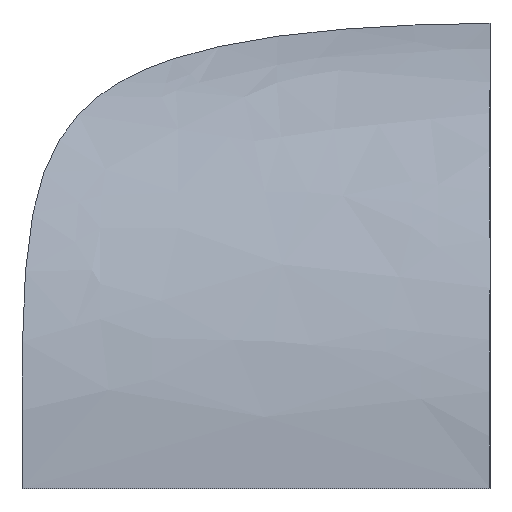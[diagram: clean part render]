
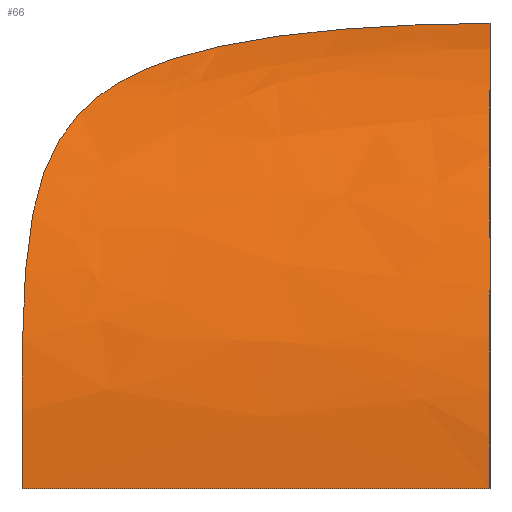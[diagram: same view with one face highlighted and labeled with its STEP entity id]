
A CAD part, front view. The second image highlights one B-rep face of the part: STEP entity #66.
In plain terms, the highlighted free-form (B-spline) face has degree [5, 3] with [8, 4] control points.
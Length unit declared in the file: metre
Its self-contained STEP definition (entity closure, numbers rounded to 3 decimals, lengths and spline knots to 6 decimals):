
#23=B_SPLINE_SURFACE_WITH_KNOTS('',5,3,((#193,#194,#195,#196),(#197,#198,
#199,#200),(#201,#202,#203,#204),(#205,#206,#207,#208),(#209,#210,#211,
#212),(#213,#214,#215,#216),(#217,#218,#219,#220),(#221,#222,#223,#224)),
 .SURF_OF_LINEAR_EXTRUSION.,.F.,.F.,.F.,(6,2,6),(4,4),(0.01421,
0.5,0.753862),(-0.00914,0.009249),
 .UNSPECIFIED.);
#24=B_SPLINE_CURVE_WITH_KNOTS('',3,(#109,#110,#111,#112,#113,#114,#115,
#116,#117,#118,#119,#120,#121,#122,#123,#124,#125,#126),.UNSPECIFIED.,.F.,
 .F.,(4,1,1,1,1,1,1,1,1,1,1,1,1,1,1,4),(0.,0.25,0.375,0.4375,0.5,0.625,
0.6875,0.75,0.8125,0.84375,0.859375,0.875,0.890625,0.90625,0.9375,1.),
 .UNSPECIFIED.);
#25=B_SPLINE_CURVE_WITH_KNOTS('',3,(#145,#146,#147,#148,#149,#150,#151,
#152,#153,#154,#155,#156,#157,#158,#159,#160,#161,#162,#163,#164,#165,#166,
#167,#168,#169,#170,#171,#172,#173,#174,#175,#176,#177,#178,#179,#180,#181,
#182,#183,#184,#185,#186,#187),.UNSPECIFIED.,.F.,.F.,(4,1,1,1,1,1,1,1,1,
1,1,1,1,1,1,1,1,1,1,1,1,1,1,1,1,1,1,1,1,1,1,1,1,1,1,1,1,1,1,1,4),(0.,0.03125,
0.046875,0.054688,0.0625,0.070313,0.078125,0.09375,0.125,0.15625,0.1875,
0.21875,0.25,0.28125,0.3125,0.375,0.40625,0.4375,0.46875,0.484375,0.492188,
0.5,0.507813,0.515625,0.53125,0.5625,0.625,0.65625,0.6875,0.71875,0.734375,
0.742188,0.75,0.757813,0.765625,0.78125,0.8125,0.84375,0.875,0.9375,1.),
 .UNSPECIFIED.);
#26=B_SPLINE_CURVE_WITH_KNOTS('',3,(#189,#190,#191,#192),.UNSPECIFIED.,
 .F.,.F.,(4,4),(0.,1.),.UNSPECIFIED.);
#36=ORIENTED_EDGE('',*,*,#40,.F.);
#37=ORIENTED_EDGE('',*,*,#43,.F.);
#38=ORIENTED_EDGE('',*,*,#44,.F.);
#40=EDGE_CURVE('',#45,#47,#24,.T.);
#43=EDGE_CURVE('',#48,#45,#25,.T.);
#44=EDGE_CURVE('',#47,#48,#26,.T.);
#45=VERTEX_POINT('',#107);
#47=VERTEX_POINT('',#127);
#48=VERTEX_POINT('',#144);
#56=EDGE_LOOP('',(#36,#37,#38));
#60=FACE_BOUND('',#56,.T.);
#66=ADVANCED_FACE('',(#60),#23,.T.);
#107=CARTESIAN_POINT('',(0.019462,-0.021026,0.018175));
#109=CARTESIAN_POINT('',(0.019462,-0.021026,0.018175));
#110=CARTESIAN_POINT('',(0.019462,-0.022975,0.017566));
#111=CARTESIAN_POINT('',(0.019462,-0.025582,0.016278));
#112=CARTESIAN_POINT('',(0.019462,-0.028154,0.013992));
#113=CARTESIAN_POINT('',(0.019462,-0.029406,0.0125));
#114=CARTESIAN_POINT('',(0.019462,-0.030545,0.010848));
#115=CARTESIAN_POINT('',(0.019462,-0.03142,0.009139));
#116=CARTESIAN_POINT('',(0.019462,-0.032106,0.007297));
#117=CARTESIAN_POINT('',(0.019462,-0.032523,0.005817));
#118=CARTESIAN_POINT('',(0.019462,-0.032758,0.00466));
#119=CARTESIAN_POINT('',(0.019462,-0.032884,0.0038));
#120=CARTESIAN_POINT('',(0.019462,-0.032942,0.003317));
#121=CARTESIAN_POINT('',(0.019462,-0.032982,0.002918));
#122=CARTESIAN_POINT('',(0.019462,-0.033005,0.002644));
#123=CARTESIAN_POINT('',(0.019462,-0.033036,0.002204));
#124=CARTESIAN_POINT('',(0.019462,-0.033076,0.001396));
#125=CARTESIAN_POINT('',(0.019462,-0.033091,0.000586));
#126=CARTESIAN_POINT('',(0.019462,-0.033092,0.));
#127=CARTESIAN_POINT('',(0.019462,-0.033092,0.));
#144=CARTESIAN_POINT('',(0.001183,-0.033092,0.));
#145=CARTESIAN_POINT('',(0.001183,-0.033092,0.));
#146=CARTESIAN_POINT('',(0.001183,-0.033091,0.000434));
#147=CARTESIAN_POINT('',(0.001183,-0.033084,0.001034));
#148=CARTESIAN_POINT('',(0.001183,-0.033064,0.001633));
#149=CARTESIAN_POINT('',(0.001183,-0.033049,0.001959));
#150=CARTESIAN_POINT('',(0.001183,-0.033039,0.002162));
#151=CARTESIAN_POINT('',(0.001183,-0.033019,0.002461));
#152=CARTESIAN_POINT('',(0.001183,-0.032991,0.002822));
#153=CARTESIAN_POINT('',(0.001184,-0.032929,0.003462));
#154=CARTESIAN_POINT('',(0.001187,-0.032816,0.004315));
#155=CARTESIAN_POINT('',(0.001197,-0.032607,0.005422));
#156=CARTESIAN_POINT('',(0.001217,-0.032345,0.006474));
#157=CARTESIAN_POINT('',(0.001254,-0.032021,0.007515));
#158=CARTESIAN_POINT('',(0.001313,-0.031651,0.008507));
#159=CARTESIAN_POINT('',(0.001414,-0.031185,0.009562));
#160=CARTESIAN_POINT('',(0.001602,-0.030516,0.010851));
#161=CARTESIAN_POINT('',(0.001898,-0.029749,0.012039));
#162=CARTESIAN_POINT('',(0.00234,-0.028907,0.013104));
#163=CARTESIAN_POINT('',(0.002756,-0.028245,0.013837));
#164=CARTESIAN_POINT('',(0.00318,-0.027671,0.014397));
#165=CARTESIAN_POINT('',(0.003529,-0.027256,0.014765));
#166=CARTESIAN_POINT('',(0.003736,-0.027023,0.014963));
#167=CARTESIAN_POINT('',(0.003916,-0.026829,0.015122));
#168=CARTESIAN_POINT('',(0.004035,-0.026705,0.01522));
#169=CARTESIAN_POINT('',(0.004224,-0.026514,0.01537));
#170=CARTESIAN_POINT('',(0.00456,-0.026189,0.015614));
#171=CARTESIAN_POINT('',(0.00531,-0.025526,0.016081));
#172=CARTESIAN_POINT('',(0.006337,-0.024767,0.016545));
#173=CARTESIAN_POINT('',(0.007555,-0.02403,0.016944));
#174=CARTESIAN_POINT('',(0.008569,-0.023495,0.01721));
#175=CARTESIAN_POINT('',(0.009494,-0.023074,0.017403));
#176=CARTESIAN_POINT('',(0.010196,-0.022791,0.017526));
#177=CARTESIAN_POINT('',(0.010594,-0.02264,0.017589));
#178=CARTESIAN_POINT('',(0.010943,-0.022515,0.017641));
#179=CARTESIAN_POINT('',(0.01113,-0.02245,0.017667));
#180=CARTESIAN_POINT('',(0.011442,-0.022344,0.017709));
#181=CARTESIAN_POINT('',(0.011971,-0.022175,0.017776));
#182=CARTESIAN_POINT('',(0.012772,-0.021943,0.017864));
#183=CARTESIAN_POINT('',(0.013776,-0.021696,0.017954));
#184=CARTESIAN_POINT('',(0.01518,-0.021409,0.018054));
#185=CARTESIAN_POINT('',(0.017046,-0.02114,0.018141));
#186=CARTESIAN_POINT('',(0.018643,-0.021041,0.018171));
#187=CARTESIAN_POINT('',(0.019462,-0.021026,0.018175));
#189=CARTESIAN_POINT('',(0.019462,-0.033092,0.));
#190=CARTESIAN_POINT('',(0.013369,-0.033092,0.));
#191=CARTESIAN_POINT('',(0.007276,-0.033092,0.));
#192=CARTESIAN_POINT('',(0.001183,-0.033092,0.));
#193=CARTESIAN_POINT('',(0.019462,-0.033092,0.));
#194=CARTESIAN_POINT('',(0.013332,-0.033092,0.));
#195=CARTESIAN_POINT('',(0.007202,-0.033092,0.));
#196=CARTESIAN_POINT('',(0.001073,-0.033092,0.));
#197=CARTESIAN_POINT('',(0.019462,-0.033087,0.002737));
#198=CARTESIAN_POINT('',(0.013332,-0.033087,0.002737));
#199=CARTESIAN_POINT('',(0.007202,-0.033087,0.002737));
#200=CARTESIAN_POINT('',(0.001073,-0.033087,0.002737));
#201=CARTESIAN_POINT('',(0.019462,-0.033,0.00553));
#202=CARTESIAN_POINT('',(0.013332,-0.033,0.00553));
#203=CARTESIAN_POINT('',(0.007202,-0.033,0.00553));
#204=CARTESIAN_POINT('',(0.001073,-0.033,0.00553));
#205=CARTESIAN_POINT('',(0.019462,-0.031377,0.010748));
#206=CARTESIAN_POINT('',(0.013332,-0.031377,0.010748));
#207=CARTESIAN_POINT('',(0.007202,-0.031377,0.010748));
#208=CARTESIAN_POINT('',(0.001073,-0.031377,0.010748));
#209=CARTESIAN_POINT('',(0.019462,-0.028386,0.014597));
#210=CARTESIAN_POINT('',(0.013332,-0.028386,0.014597));
#211=CARTESIAN_POINT('',(0.007202,-0.028386,0.014597));
#212=CARTESIAN_POINT('',(0.001073,-0.028386,0.014597));
#213=CARTESIAN_POINT('',(0.019462,-0.024027,0.017078));
#214=CARTESIAN_POINT('',(0.013332,-0.024027,0.017078));
#215=CARTESIAN_POINT('',(0.007202,-0.024027,0.017078));
#216=CARTESIAN_POINT('',(0.001073,-0.024027,0.017078));
#217=CARTESIAN_POINT('',(0.019462,-0.022461,0.017739));
#218=CARTESIAN_POINT('',(0.013332,-0.022461,0.017739));
#219=CARTESIAN_POINT('',(0.007202,-0.022461,0.017739));
#220=CARTESIAN_POINT('',(0.001073,-0.022461,0.017739));
#221=CARTESIAN_POINT('',(0.019462,-0.020889,0.018218));
#222=CARTESIAN_POINT('',(0.013332,-0.020889,0.018218));
#223=CARTESIAN_POINT('',(0.007202,-0.020889,0.018218));
#224=CARTESIAN_POINT('',(0.001073,-0.020889,0.018218));
